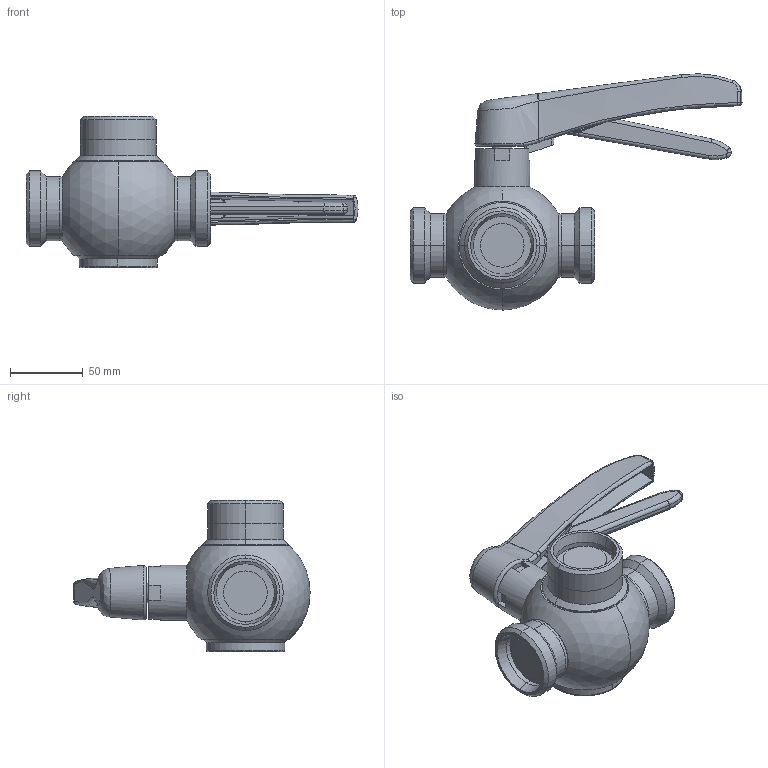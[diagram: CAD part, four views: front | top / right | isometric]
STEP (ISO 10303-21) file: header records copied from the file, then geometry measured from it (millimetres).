
FILE_DESCRIPTION (( 'STEP AP214' ), '1' );
FILE_NAME ('4031025xxx-xxx.STEP', '2014-04-02T11:55:17', ( 'Install' ), ( '' ), 'SwSTEP 2.0', 'SolidWorks 2013', '' );
FILE_SCHEMA (( 'AUTOMOTIVE_DESIGN' ));
Length unit declared in the file: millimetre
Products named in the file (3): 4031025xxx-xxx; Group1^Dreiwegekugelhahn-+-4031025000-020DEF_-; Group2^Dreiwegekugelhahn-+-4031025000-020DEF_-
Assembly tree (2 placements, depth 2):
  4031025xxx-xxx
    Group1^Dreiwegekugelhahn-+-4031025000-020DEF_-
    Group2^Dreiwegekugelhahn-+-4031025000-020DEF_-
Bounding box: 228.5 x 162.58 x 104 mm (x, y, z)
Volume: 572652.5 mm3; surface area: 76483.5 mm2
Topology: 2 solids, 2 shells, 289 faces, 699 edges, 417 vertices
Faces by surface type: cylinder 93, plane 86, bspline 63, cone 23, torus 22, sphere 2
Entity records: 14248 total; most frequent: CARTESIAN_POINT 7903, ORIENTED_EDGE 1366, DIRECTION 1245, EDGE_CURVE 683, AXIS2_PLACEMENT_3D 491, VERTEX_POINT 413, EDGE_LOOP 306, ADVANCED_FACE 289
